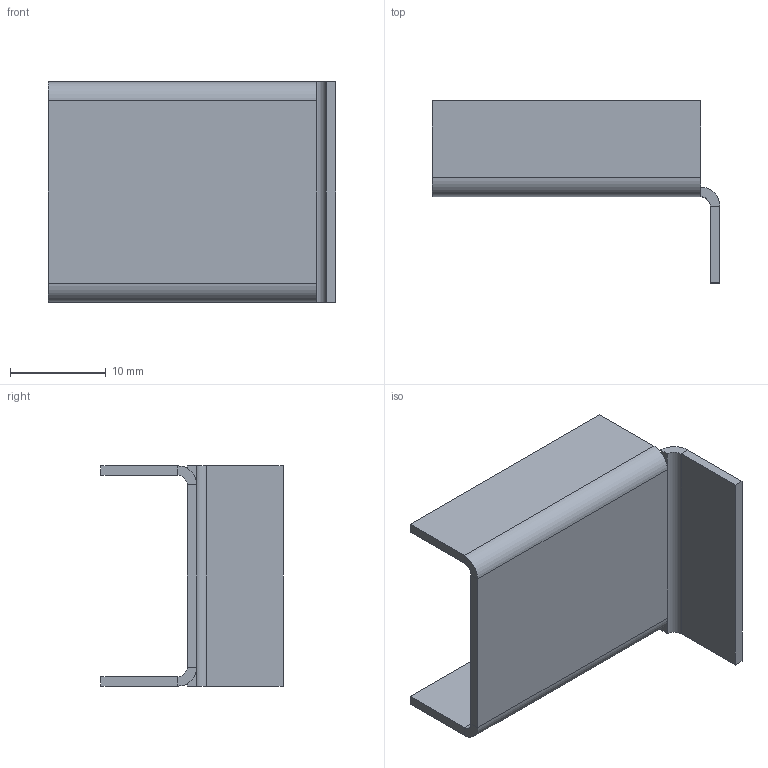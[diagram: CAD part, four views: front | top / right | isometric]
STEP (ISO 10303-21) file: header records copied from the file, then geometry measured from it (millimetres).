
FILE_DESCRIPTION (( 'STEP AP203' ), '1' );
FILE_NAME ('Cover to embedd the Wrist-1 motor.STEP', '2020-06-27T06:50:04', ( '' ), ( '' ), 'SwSTEP 2.0', 'SolidWorks 2017', '' );
FILE_SCHEMA (( 'CONFIG_CONTROL_DESIGN' ));
Length unit declared in the file: millimetre
Products named in the file (1): Cover to embedd the Wrist-1 motor
Bounding box: 30 x 19 x 23 mm (x, y, z)
Volume: 1350.1 mm3; surface area: 2859.5 mm2
Topology: 1 solids, 1 shells, 32 faces, 68 edges, 38 vertices
Faces by surface type: plane 26, cylinder 6
Entity records: 907 total; most frequent: DIRECTION 148, CARTESIAN_POINT 139, ORIENTED_EDGE 136, EDGE_CURVE 68, VECTOR 54, LINE 54, AXIS2_PLACEMENT_3D 47, VERTEX_POINT 38
